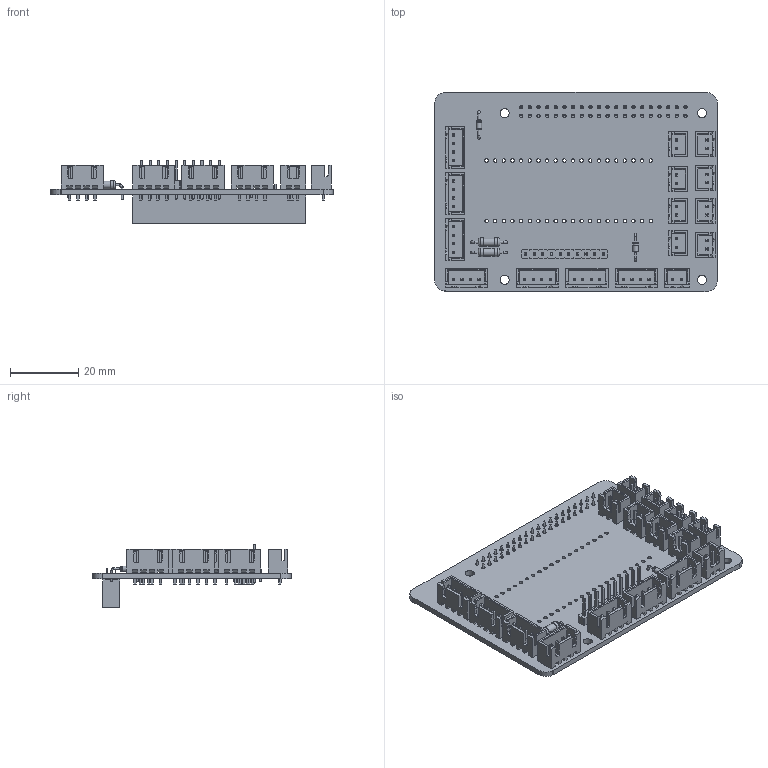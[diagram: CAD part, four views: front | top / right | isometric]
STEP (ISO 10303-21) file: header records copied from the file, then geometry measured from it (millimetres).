
FILE_DESCRIPTION(('KiCad electronic assembly'),'2;1');
FILE_NAME('pihat.step','2025-03-19T14:32:36',('Pcbnew'),('Kicad'), 'Open CASCADE STEP processor 7.7','KiCad to STEP converter','Unknown' );
FILE_SCHEMA(('AUTOMOTIVE_DESIGN { 1 0 10303 214 1 1 1 1 }'));
Length unit declared in the file: millimetre
Products named in the file (14): pihat 1; JST_XH_B4B-XH-A_1x04_P2.50mm_Vertical; JST_B4B_XH_A; JST_XH_B2B-XH-A_1x02_P2.50mm_Vertical; JST_B2B_XH_A; D_DO-34_SOD68_P7.62mm_Horizontal; R_Axial_DIN0207_L6.3mm_D2.5mm_P10.16mm_Horizontal; R_Axial_DIN0207_L63mm_D25mm_P1016mm_Horizontal; PinHeader_1x10_P2.54mm_Vertical; PinHeader_1x10_P254mm_Vertical; PinSocket_2x20_P2.54mm_Vertical; pihat_PCB
Assembly tree (29 placements, depth 3):
  pihat 1
    JST_XH_B4B-XH-A_1x04_P2.50mm_Vertical  x7
      JST_B4B_XH_A
    JST_XH_B2B-XH-A_1x02_P2.50mm_Vertical  x9
      JST_B2B_XH_A
    D_DO-34_SOD68_P7.62mm_Horizontal  x2
      D_DO-34_SOD68_P7.62mm_Horizontal
    R_Axial_DIN0207_L6.3mm_D2.5mm_P10.16mm_Horizontal  x2
      R_Axial_DIN0207_L63mm_D25mm_P1016mm_Horizontal
    PinHeader_1x10_P2.54mm_Vertical
      PinHeader_1x10_P254mm_Vertical
    PinSocket_2x20_P2.54mm_Vertical
      PinSocket_2x20_P2.54mm_Vertical
    pihat_PCB
Bounding box: 83 x 58.51 x 18.74 mm (x, y, z)
Volume: 13006.8 mm3; surface area: 21837.8 mm2
Topology: 23 solids, 23 shells, 3520 faces, 9130 edges, 5908 vertices
Faces by surface type: plane 3256, cylinder 248, torus 12, revolution 4
Full cylindrical faces by diameter (mm): 0.55 x8, 0.6 x8, 0.688 x4, 0.75 x4, 0.8 x4, 0.95 x28, 1 x68, 1.02 x40, 1.6 x4, 1.61 x2, 2.25 x2, 2.5 x4, 2.7 x4
Entity records: 70537 total; most frequent: CARTESIAN_POINT 10120, ORIENTED_EDGE 9912, DIRECTION 9230, EDGE_CURVE 4956, LINE 4592, VECTOR 4592, VERTEX_POINT 3208, FACE_BOUND 2382
